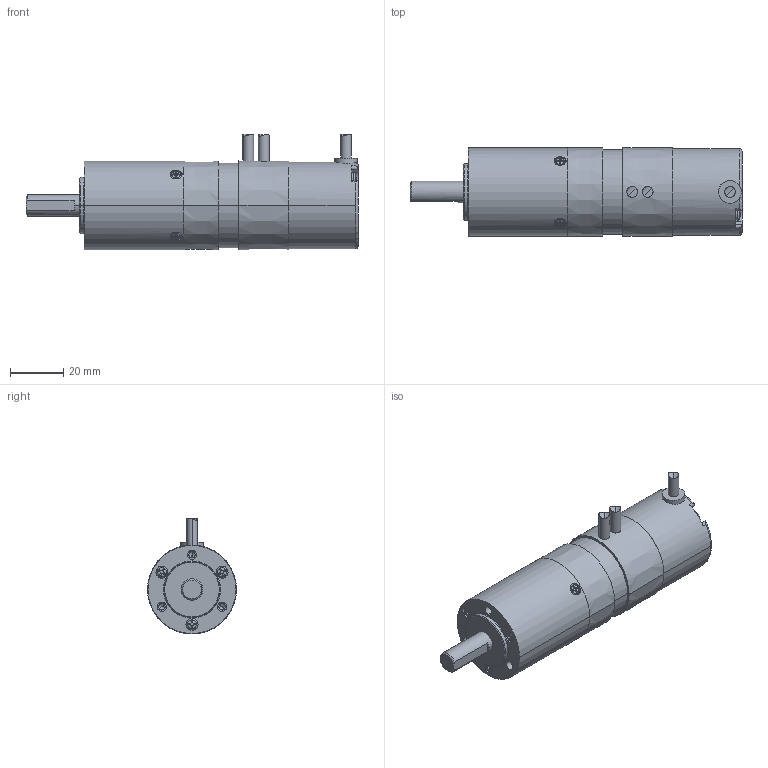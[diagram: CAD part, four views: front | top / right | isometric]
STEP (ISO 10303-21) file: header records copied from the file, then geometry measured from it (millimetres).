
FILE_DESCRIPTION(('no description'),'unknown implementation level');
FILE_NAME('RSF_8B_30_F100_24B_C_7.stp',' ',('Harmonic Drive AG'),('CADClick - KiM GmbH - www.kimweb.de'),'unknown preprocess','ACIS','unknown authorization');
FILE_SCHEMA(('automotive_design'));
Length unit declared in the file: millimetre
Products named in the file (1): 1
Bounding box: 124.3 x 33.32 x 43.42 mm (x, y, z)
Volume: 88342.1 mm3; surface area: 13956.9 mm2
Topology: 1 solids, 1 shells, 297 faces, 773 edges, 498 vertices
Faces by surface type: plane 139, cylinder 102, torus 24, sphere 18, cone 14
Entity records: 19072 total; most frequent: CARTESIAN_POINT 2914, DIRECTION 1635, STYLED_ITEM 1563, PRESENTATION_STYLE_ASSIGNMENT 1563, COLOUR_RGB 1563, ORIENTED_EDGE 1534, EDGE_CURVE 767, CURVE_STYLE 767
